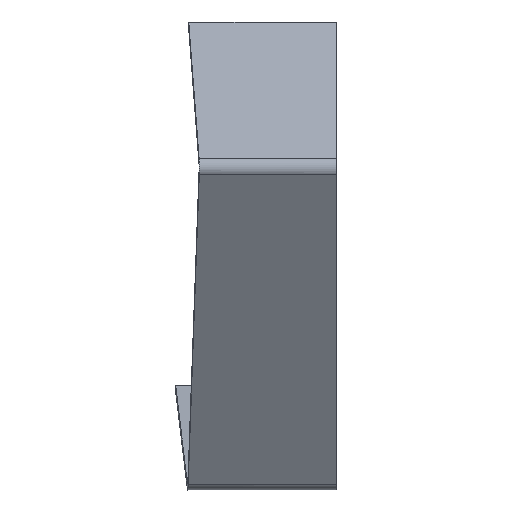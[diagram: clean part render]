
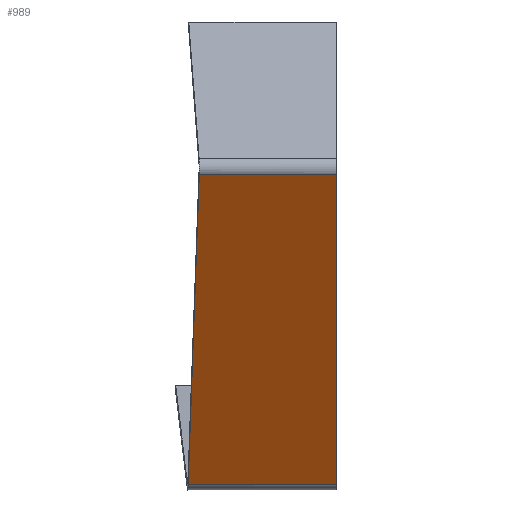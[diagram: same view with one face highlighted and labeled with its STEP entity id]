
A CAD part, left-side view. The second image highlights one B-rep face of the part: STEP entity #989.
In plain terms, the highlighted planar face has unit normal (-0.851, 0, -0.526).
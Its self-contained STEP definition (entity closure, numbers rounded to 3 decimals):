
#43 = PLANE('',#44);
#44 = AXIS2_PLACEMENT_3D('',#45,#46,#47);
#45 = CARTESIAN_POINT('',(0.,0.,-7500.));
#46 = DIRECTION('',(0.,-1.,-0.));
#47 = DIRECTION('',(1.,0.,0.));
#70 = CYLINDRICAL_SURFACE('',#71,50.);
#71 = AXIS2_PLACEMENT_3D('',#72,#73,#74);
#72 = CARTESIAN_POINT('',(10995.624,-550.,3842.501));
#73 = DIRECTION('',(-0.,1.,0.));
#74 = DIRECTION('',(-0.609,-0.,0.794));
#98 = PLANE('',#99);
#99 = AXIS2_PLACEMENT_3D('',#100,#101,#102);
#100 = CARTESIAN_POINT('',(4.001,-68.69,0.));
#101 = DIRECTION('',(0.058,-0.998,0.));
#102 = DIRECTION('',(0.,0.,-1.));
#162 = VERTEX_POINT('',#163);
#163 = CARTESIAN_POINT('',(10953.092,0.,3816.214));
#189 = EDGE_CURVE('',#162,#190,#192,.T.);
#190 = VERTEX_POINT('',#191);
#191 = CARTESIAN_POINT('',(11747.73,0.,2530.477));
#192 = SURFACE_CURVE('',#193,(#197,#203),.PCURVE_S1.);
#193 = LINE('',#194,#195);
#194 = CARTESIAN_POINT('',(11309.415,0.,3239.677));
#195 = VECTOR('',#196,1.);
#196 = DIRECTION('',(0.526,0.,-0.851));
#197 = PCURVE('',#43,#198);
#198 = DEFINITIONAL_REPRESENTATION('',(#199),#202);
#199 = B_SPLINE_CURVE_WITH_KNOTS('',1,(#200,#201),.UNSPECIFIED.,.F.,.F.,
  (2,2),(-828.91,984.865),.PIECEWISE_BEZIER_KNOTS.);
#200 = CARTESIAN_POINT('',(10873.628,11444.788));
#201 = CARTESIAN_POINT('',(11827.193,9901.903));
#202 = ( GEOMETRIC_REPRESENTATION_CONTEXT(2) 
PARAMETRIC_REPRESENTATION_CONTEXT() REPRESENTATION_CONTEXT('2D SPACE',''
  ) );
#203 = PCURVE('',#204,#209);
#204 = PLANE('',#205);
#205 = AXIS2_PLACEMENT_3D('',#206,#207,#208);
#206 = CARTESIAN_POINT('',(9632.356,0.,5953.186));
#207 = DIRECTION('',(0.851,0.,0.526));
#208 = DIRECTION('',(0.,-1.,0.));
#209 = DEFINITIONAL_REPRESENTATION('',(#210),#213);
#210 = B_SPLINE_CURVE_WITH_KNOTS('',1,(#211,#212),.UNSPECIFIED.,.F.,.F.,
  (2,2),(-828.91,984.865),.PIECEWISE_BEZIER_KNOTS.);
#211 = CARTESIAN_POINT('',(0.,2361.021));
#212 = CARTESIAN_POINT('',(0.,4174.796));
#213 = ( GEOMETRIC_REPRESENTATION_CONTEXT(2) 
PARAMETRIC_REPRESENTATION_CONTEXT() REPRESENTATION_CONTEXT('2D SPACE',''
  ) );
#236 = CYLINDRICAL_SURFACE('',#237,50.);
#237 = AXIS2_PLACEMENT_3D('',#238,#239,#240);
#238 = CARTESIAN_POINT('',(11790.262,-550.,2556.763)
  );
#239 = DIRECTION('',(-0.,1.,0.));
#240 = DIRECTION('',(0.438,0.,-0.899));
#665 = VERTEX_POINT('',#666);
#666 = CARTESIAN_POINT('',(10953.092,569.021,
    3816.214));
#694 = EDGE_CURVE('',#665,#695,#697,.T.);
#695 = VERTEX_POINT('',#696);
#696 = CARTESIAN_POINT('',(11747.73,615.304,
    2530.477));
#697 = SURFACE_CURVE('',#698,(#702,#709),.PCURVE_S1.);
#698 = LINE('',#699,#700);
#699 = CARTESIAN_POINT('',(9624.442,491.636,
    5965.992));
#700 = VECTOR('',#701,1.);
#701 = DIRECTION('',(0.525,0.031,-0.85));
#702 = PCURVE('',#98,#703);
#703 = DEFINITIONAL_REPRESENTATION('',(#704),#708);
#704 = LINE('',#705,#706);
#705 = CARTESIAN_POINT('',(-5965.992,9636.745));
#706 = VECTOR('',#707,1.);
#707 = DIRECTION('',(0.85,0.526));
#708 = ( GEOMETRIC_REPRESENTATION_CONTEXT(2) 
PARAMETRIC_REPRESENTATION_CONTEXT() REPRESENTATION_CONTEXT('2D SPACE',''
  ) );
#709 = PCURVE('',#204,#710);
#710 = DEFINITIONAL_REPRESENTATION('',(#711),#715);
#711 = LINE('',#712,#713);
#712 = CARTESIAN_POINT('',(-491.636,-15.054));
#713 = VECTOR('',#714,1.);
#714 = DIRECTION('',(-0.031,1.));
#715 = ( GEOMETRIC_REPRESENTATION_CONTEXT(2) 
PARAMETRIC_REPRESENTATION_CONTEXT() REPRESENTATION_CONTEXT('2D SPACE',''
  ) );
#754 = EDGE_CURVE('',#162,#665,#755,.T.);
#755 = SURFACE_CURVE('',#756,(#760,#767),.PCURVE_S1.);
#756 = LINE('',#757,#758);
#757 = CARTESIAN_POINT('',(10953.092,-550.,3816.214));
#758 = VECTOR('',#759,1.);
#759 = DIRECTION('',(-0.,1.,0.));
#760 = PCURVE('',#70,#761);
#761 = DEFINITIONAL_REPRESENTATION('',(#762),#766);
#762 = LINE('',#763,#764);
#763 = CARTESIAN_POINT('',(-1.47,0.));
#764 = VECTOR('',#765,1.);
#765 = DIRECTION('',(-0.,1.));
#766 = ( GEOMETRIC_REPRESENTATION_CONTEXT(2) 
PARAMETRIC_REPRESENTATION_CONTEXT() REPRESENTATION_CONTEXT('2D SPACE',''
  ) );
#767 = PCURVE('',#204,#768);
#768 = DEFINITIONAL_REPRESENTATION('',(#769),#773);
#769 = LINE('',#770,#771);
#770 = CARTESIAN_POINT('',(550.,2512.169));
#771 = VECTOR('',#772,1.);
#772 = DIRECTION('',(-1.,0.));
#773 = ( GEOMETRIC_REPRESENTATION_CONTEXT(2) 
PARAMETRIC_REPRESENTATION_CONTEXT() REPRESENTATION_CONTEXT('2D SPACE',''
  ) );
#968 = EDGE_CURVE('',#190,#695,#969,.T.);
#969 = SURFACE_CURVE('',#970,(#974,#981),.PCURVE_S1.);
#970 = LINE('',#971,#972);
#971 = CARTESIAN_POINT('',(11747.73,-550.,2530.477)
  );
#972 = VECTOR('',#973,1.);
#973 = DIRECTION('',(-0.,1.,0.));
#974 = PCURVE('',#236,#975);
#975 = DEFINITIONAL_REPRESENTATION('',(#976),#980);
#976 = LINE('',#977,#978);
#977 = CARTESIAN_POINT('',(1.47,0.));
#978 = VECTOR('',#979,1.);
#979 = DIRECTION('',(0.,1.));
#980 = ( GEOMETRIC_REPRESENTATION_CONTEXT(2) 
PARAMETRIC_REPRESENTATION_CONTEXT() REPRESENTATION_CONTEXT('2D SPACE',''
  ) );
#981 = PCURVE('',#204,#982);
#982 = DEFINITIONAL_REPRESENTATION('',(#983),#987);
#983 = LINE('',#984,#985);
#984 = CARTESIAN_POINT('',(550.,4023.648));
#985 = VECTOR('',#986,1.);
#986 = DIRECTION('',(-1.,0.));
#987 = ( GEOMETRIC_REPRESENTATION_CONTEXT(2) 
PARAMETRIC_REPRESENTATION_CONTEXT() REPRESENTATION_CONTEXT('2D SPACE',''
  ) );
#989 = ADVANCED_FACE('',(#990),#204,.F.);
#990 = FACE_BOUND('',#991,.F.);
#991 = EDGE_LOOP('',(#992,#993,#994,#995));
#992 = ORIENTED_EDGE('',*,*,#189,.T.);
#993 = ORIENTED_EDGE('',*,*,#968,.T.);
#994 = ORIENTED_EDGE('',*,*,#694,.F.);
#995 = ORIENTED_EDGE('',*,*,#754,.F.);
